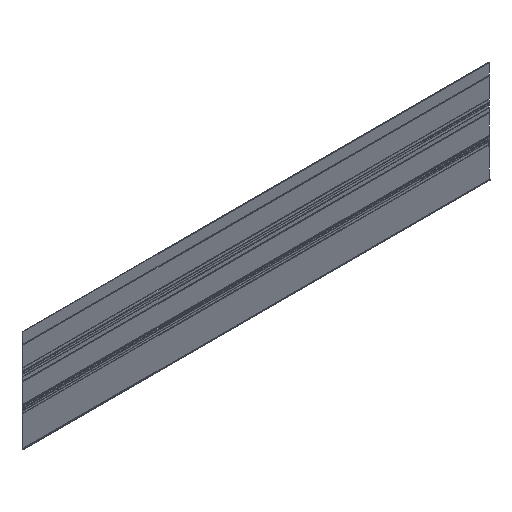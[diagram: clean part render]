
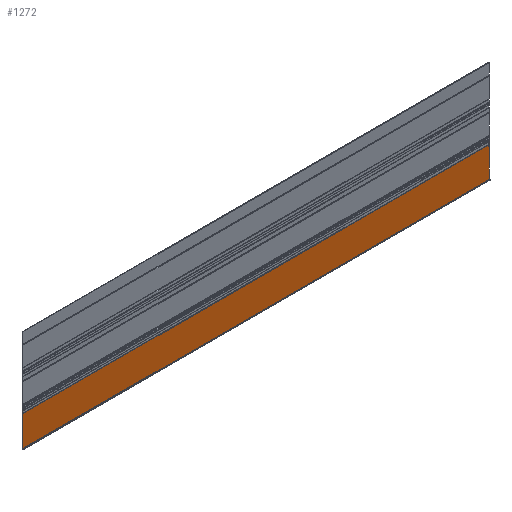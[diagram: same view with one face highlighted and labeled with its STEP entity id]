
A CAD part, isometric view. The second image highlights one B-rep face of the part: STEP entity #1272.
In plain terms, the highlighted planar face has unit normal (0, -1, 0).
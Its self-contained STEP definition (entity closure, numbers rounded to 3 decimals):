
#321=ORIENTED_EDGE('',*,*,#628,.T.);
#322=ORIENTED_EDGE('',*,*,#450,.F.);
#323=ORIENTED_EDGE('',*,*,#629,.F.);
#324=ORIENTED_EDGE('',*,*,#626,.T.);
#450=EDGE_CURVE('',#633,#630,#755,.T.);
#626=EDGE_CURVE('',#751,#750,#893,.T.);
#628=EDGE_CURVE('',#750,#630,#895,.T.);
#629=EDGE_CURVE('',#751,#633,#896,.T.);
#630=VERTEX_POINT('',#1746);
#633=VERTEX_POINT('',#1751);
#750=VERTEX_POINT('',#2103);
#751=VERTEX_POINT('',#2105);
#755=LINE('',#1752,#900);
#893=LINE('',#2104,#1038);
#895=LINE('',#2108,#1040);
#896=LINE('',#2109,#1041);
#900=VECTOR('',#1399,1000.);
#1038=VECTOR('',#1731,1000.);
#1040=VECTOR('',#1735,1000.);
#1041=VECTOR('',#1736,1000.);
#1102=EDGE_LOOP('',(#321,#322,#323,#324));
#1165=FACE_BOUND('',#1102,.T.);
#1209=PLANE('',#1388);
#1272=ADVANCED_FACE('',(#1165),#1209,.F.);
#1388=AXIS2_PLACEMENT_3D('',#2107,#1733,#1734);
#1399=DIRECTION('',(-1.,0.,0.));
#1731=DIRECTION('',(-1.,0.,0.));
#1733=DIRECTION('',(0.,1.,0.));
#1734=DIRECTION('',(-1.,0.,0.));
#1735=DIRECTION('',(0.,0.,-1.));
#1736=DIRECTION('',(0.,0.,-1.));
#1746=CARTESIAN_POINT('',(0.,1.5,2.));
#1751=CARTESIAN_POINT('',(1100.,1.5,2.));
#1752=CARTESIAN_POINT('',(1100.,1.5,2.));
#2103=CARTESIAN_POINT('',(0.,1.5,73.));
#2104=CARTESIAN_POINT('',(1100.,1.5,73.));
#2105=CARTESIAN_POINT('',(1100.,1.5,73.));
#2107=CARTESIAN_POINT('',(1100.,1.5,73.));
#2108=CARTESIAN_POINT('',(0.,1.5,73.));
#2109=CARTESIAN_POINT('',(1100.,1.5,73.));
